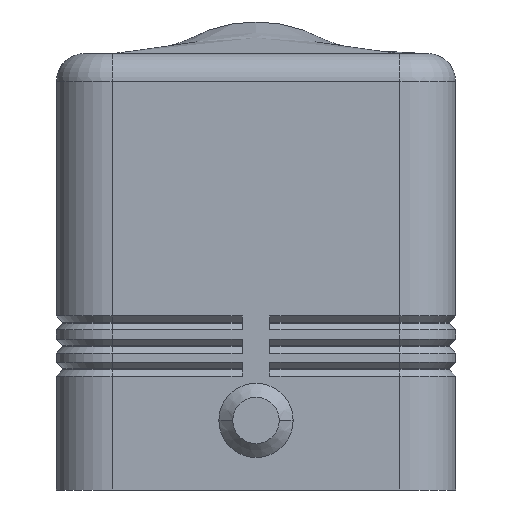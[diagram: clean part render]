
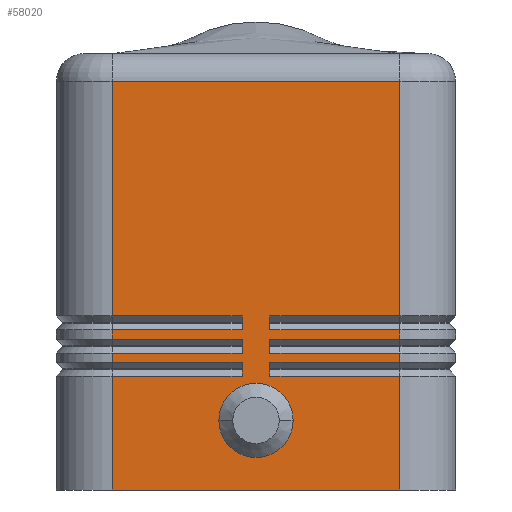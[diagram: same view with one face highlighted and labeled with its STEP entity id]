
A CAD part, left-side view. The second image highlights one B-rep face of the part: STEP entity #58020.
In plain terms, the highlighted planar face has unit normal (-1, 0, 0).
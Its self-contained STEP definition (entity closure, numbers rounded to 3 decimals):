
#1320=CARTESIAN_POINT('',(-30.,-15.5,13.75));
#1330=VERTEX_POINT('',#1320);
#1700=CARTESIAN_POINT('',(-30.,-15.5,12.25));
#1710=DIRECTION('',(0.,0.,-1.));
#1720=VECTOR('',#1710,12.25);
#1730=LINE('',#1700,#1720);
#1740=CARTESIAN_POINT('',(-30.,-15.5,12.25));
#1750=VERTEX_POINT('',#1740);
#1760=CARTESIAN_POINT('',(-30.,-15.5,0.));
#1770=VERTEX_POINT('',#1760);
#1780=EDGE_CURVE('',#1750,#1770,#1730,.T.);
#3970=CARTESIAN_POINT('',(-30.,-15.5,16.25));
#3980=VERTEX_POINT('',#3970);
#4350=CARTESIAN_POINT('',(-30.,-15.5,14.75));
#4360=DIRECTION('',(0.,0.,-1.));
#4370=VECTOR('',#4360,1.);
#4380=LINE('',#4350,#4370);
#4390=CARTESIAN_POINT('',(-30.,-15.5,14.75));
#4400=VERTEX_POINT('',#4390);
#4410=EDGE_CURVE('',#4400,#1330,#4380,.T.);
#5630=CARTESIAN_POINT('',(-30.,-15.5,44.));
#5640=DIRECTION('',(0.,0.,-1.));
#5650=VECTOR('',#5640,25.25);
#5660=LINE('',#5630,#5650);
#5670=CARTESIAN_POINT('',(-30.,-15.5,44.));
#5680=VERTEX_POINT('',#5670);
#5690=CARTESIAN_POINT('',(-30.,-15.5,18.75));
#5700=VERTEX_POINT('',#5690);
#5710=EDGE_CURVE('',#5680,#5700,#5660,.T.);
#6690=CARTESIAN_POINT('',(-30.,-15.5,17.25));
#6700=DIRECTION('',(0.,0.,-1.));
#6710=VECTOR('',#6700,1.);
#6720=LINE('',#6690,#6710);
#6730=CARTESIAN_POINT('',(-30.,-15.5,17.25));
#6740=VERTEX_POINT('',#6730);
#6750=EDGE_CURVE('',#6740,#3980,#6720,.T.);
#8120=CARTESIAN_POINT('',(-30.,15.5,13.75));
#8130=VERTEX_POINT('',#8120);
#9230=CARTESIAN_POINT('',(-30.,15.5,0.));
#9240=DIRECTION('',(0.,0.,1.));
#9250=VECTOR('',#9240,12.25);
#9260=LINE('',#9230,#9250);
#9270=CARTESIAN_POINT('',(-30.,15.5,0.));
#9280=VERTEX_POINT('',#9270);
#9290=CARTESIAN_POINT('',(-30.,15.5,12.25));
#9300=VERTEX_POINT('',#9290);
#9310=EDGE_CURVE('',#9280,#9300,#9260,.T.);
#11540=CARTESIAN_POINT('',(-30.,15.5,16.25));
#11550=DIRECTION('',(0.,0.,1.));
#11560=VECTOR('',#11550,1.);
#11570=LINE('',#11540,#11560);
#11580=CARTESIAN_POINT('',(-30.,15.5,16.25));
#11590=VERTEX_POINT('',#11580);
#11600=CARTESIAN_POINT('',(-30.,15.5,17.25));
#11610=VERTEX_POINT('',#11600);
#11620=EDGE_CURVE('',#11590,#11610,#11570,.T.);
#11960=CARTESIAN_POINT('',(-30.,15.5,18.75));
#11970=DIRECTION('',(0.,0.,1.));
#11980=VECTOR('',#11970,25.25);
#11990=LINE('',#11960,#11980);
#12000=CARTESIAN_POINT('',(-30.,15.5,18.75));
#12010=VERTEX_POINT('',#12000);
#12020=CARTESIAN_POINT('',(-30.,15.5,44.));
#12030=VERTEX_POINT('',#12020);
#12040=EDGE_CURVE('',#12010,#12030,#11990,.T.);
#13020=CARTESIAN_POINT('',(-30.,15.5,13.75));
#13030=DIRECTION('',(0.,0.,1.));
#13040=VECTOR('',#13030,1.);
#13050=LINE('',#13020,#13040);
#13060=CARTESIAN_POINT('',(-30.,15.5,14.75));
#13070=VERTEX_POINT('',#13060);
#13080=EDGE_CURVE('',#8130,#13070,#13050,.T.);
#21730=CARTESIAN_POINT('',(-30.,15.5,44.));
#21740=DIRECTION('',(0.,-1.,0.));
#21750=VECTOR('',#21740,31.);
#21760=LINE('',#21730,#21750);
#21770=EDGE_CURVE('',#12030,#5680,#21760,.T.);
#22510=CARTESIAN_POINT('',(-30.,-1.5,12.25));
#22520=DIRECTION('',(0.,-1.,0.));
#22530=VECTOR('',#22520,14.);
#22540=LINE('',#22510,#22530);
#22550=CARTESIAN_POINT('',(-30.,-1.5,12.25));
#22560=VERTEX_POINT('',#22550);
#22570=EDGE_CURVE('',#22560,#1750,#22540,.T.);
#24120=CARTESIAN_POINT('',(-30.,-4.,7.5));
#24130=VERTEX_POINT('',#24120);
#24160=CARTESIAN_POINT('',(-30.,0.,7.5));
#24170=DIRECTION('',(1.,0.,0.));
#24180=DIRECTION('',(0.,0.,1.));
#24190=AXIS2_PLACEMENT_3D('',#24160,#24170,#24180);
#24200=CIRCLE('',#24190,4.);
#24210=CARTESIAN_POINT('',(-30.,4.,7.5));
#24220=VERTEX_POINT('',#24210);
#24230=EDGE_CURVE('',#24130,#24220,#24200,.T.);
#46920=CARTESIAN_POINT('',(-30.,-15.5,0.));
#46930=DIRECTION('',(0.,1.,0.));
#46940=VECTOR('',#46930,31.);
#46950=LINE('',#46920,#46940);
#46960=EDGE_CURVE('',#1770,#9280,#46950,.T.);
#48660=CARTESIAN_POINT('',(-30.,-1.5,13.75));
#48670=VERTEX_POINT('',#48660);
#48700=CARTESIAN_POINT('',(-30.,-15.5,13.75));
#48710=DIRECTION('',(0.,1.,0.));
#48720=VECTOR('',#48710,14.);
#48730=LINE('',#48700,#48720);
#48740=EDGE_CURVE('',#1330,#48670,#48730,.T.);
#53320=CARTESIAN_POINT('',(-30.,1.5,17.25));
#53330=VERTEX_POINT('',#53320);
#53360=CARTESIAN_POINT('',(-30.,15.5,17.25));
#53370=DIRECTION('',(0.,-1.,0.));
#53380=VECTOR('',#53370,14.);
#53390=LINE('',#53360,#53380);
#53400=EDGE_CURVE('',#11610,#53330,#53390,.T.);
#55350=CARTESIAN_POINT('',(-30.,1.5,18.75));
#55360=DIRECTION('',(0.,1.,0.));
#55370=VECTOR('',#55360,14.);
#55380=LINE('',#55350,#55370);
#55390=CARTESIAN_POINT('',(-30.,1.5,18.75));
#55400=VERTEX_POINT('',#55390);
#55410=EDGE_CURVE('',#55400,#12010,#55380,.T.);
#55950=CARTESIAN_POINT('',(-30.,1.5,14.75));
#55960=VERTEX_POINT('',#55950);
#55990=CARTESIAN_POINT('',(-30.,15.5,14.75));
#56000=DIRECTION('',(0.,-1.,0.));
#56010=VECTOR('',#56000,14.);
#56020=LINE('',#55990,#56010);
#56030=EDGE_CURVE('',#13070,#55960,#56020,.T.);
#56790=CARTESIAN_POINT('',(-30.,0.,47.));
#56800=DIRECTION('',(-1.,0.,0.));
#56810=DIRECTION('',(0.,0.,1.));
#56820=AXIS2_PLACEMENT_3D('',#56790,#56800,#56810);
#56830=PLANE('',#56820);
#56840=ORIENTED_EDGE('',*,*,#5710,.F.);
#56850=CARTESIAN_POINT('',(-30.,-15.5,18.75));
#56860=DIRECTION('',(0.,1.,0.));
#56870=VECTOR('',#56860,14.);
#56880=LINE('',#56850,#56870);
#56890=CARTESIAN_POINT('',(-30.,-1.5,18.75));
#56900=VERTEX_POINT('',#56890);
#56910=EDGE_CURVE('',#5700,#56900,#56880,.T.);
#56920=ORIENTED_EDGE('',*,*,#56910,.F.);
#56930=CARTESIAN_POINT('',(-30.,-1.5,18.75));
#56940=DIRECTION('',(0.,0.,-1.));
#56950=VECTOR('',#56940,1.5);
#56960=LINE('',#56930,#56950);
#56970=CARTESIAN_POINT('',(-30.,-1.5,17.25));
#56980=VERTEX_POINT('',#56970);
#56990=EDGE_CURVE('',#56900,#56980,#56960,.T.);
#57000=ORIENTED_EDGE('',*,*,#56990,.F.);
#57010=CARTESIAN_POINT('',(-30.,-1.5,17.25));
#57020=DIRECTION('',(0.,-1.,0.));
#57030=VECTOR('',#57020,14.);
#57040=LINE('',#57010,#57030);
#57050=EDGE_CURVE('',#56980,#6740,#57040,.T.);
#57060=ORIENTED_EDGE('',*,*,#57050,.F.);
#57070=ORIENTED_EDGE('',*,*,#6750,.F.);
#57080=CARTESIAN_POINT('',(-30.,-15.5,16.25));
#57090=DIRECTION('',(0.,1.,0.));
#57100=VECTOR('',#57090,14.);
#57110=LINE('',#57080,#57100);
#57120=CARTESIAN_POINT('',(-30.,-1.5,16.25));
#57130=VERTEX_POINT('',#57120);
#57140=EDGE_CURVE('',#3980,#57130,#57110,.T.);
#57150=ORIENTED_EDGE('',*,*,#57140,.F.);
#57160=CARTESIAN_POINT('',(-30.,-1.5,16.25));
#57170=DIRECTION('',(0.,0.,-1.));
#57180=VECTOR('',#57170,1.5);
#57190=LINE('',#57160,#57180);
#57200=CARTESIAN_POINT('',(-30.,-1.5,14.75));
#57210=VERTEX_POINT('',#57200);
#57220=EDGE_CURVE('',#57130,#57210,#57190,.T.);
#57230=ORIENTED_EDGE('',*,*,#57220,.F.);
#57240=CARTESIAN_POINT('',(-30.,-1.5,14.75));
#57250=DIRECTION('',(0.,-1.,0.));
#57260=VECTOR('',#57250,14.);
#57270=LINE('',#57240,#57260);
#57280=EDGE_CURVE('',#57210,#4400,#57270,.T.);
#57290=ORIENTED_EDGE('',*,*,#57280,.F.);
#57300=ORIENTED_EDGE('',*,*,#4410,.F.);
#57310=ORIENTED_EDGE('',*,*,#48740,.F.);
#57320=CARTESIAN_POINT('',(-30.,-1.5,13.75));
#57330=DIRECTION('',(0.,0.,-1.));
#57340=VECTOR('',#57330,1.5);
#57350=LINE('',#57320,#57340);
#57360=EDGE_CURVE('',#48670,#22560,#57350,.T.);
#57370=ORIENTED_EDGE('',*,*,#57360,.F.);
#57380=ORIENTED_EDGE('',*,*,#22570,.F.);
#57390=ORIENTED_EDGE('',*,*,#1780,.F.);
#57400=ORIENTED_EDGE('',*,*,#46960,.F.);
#57410=ORIENTED_EDGE('',*,*,#9310,.F.);
#57420=CARTESIAN_POINT('',(-30.,15.5,12.25));
#57430=DIRECTION('',(0.,-1.,0.));
#57440=VECTOR('',#57430,14.);
#57450=LINE('',#57420,#57440);
#57460=CARTESIAN_POINT('',(-30.,1.5,12.25));
#57470=VERTEX_POINT('',#57460);
#57480=EDGE_CURVE('',#9300,#57470,#57450,.T.);
#57490=ORIENTED_EDGE('',*,*,#57480,.F.);
#57500=CARTESIAN_POINT('',(-30.,1.5,12.25));
#57510=DIRECTION('',(0.,0.,1.));
#57520=VECTOR('',#57510,1.5);
#57530=LINE('',#57500,#57520);
#57540=CARTESIAN_POINT('',(-30.,1.5,13.75));
#57550=VERTEX_POINT('',#57540);
#57560=EDGE_CURVE('',#57470,#57550,#57530,.T.);
#57570=ORIENTED_EDGE('',*,*,#57560,.F.);
#57580=CARTESIAN_POINT('',(-30.,1.5,13.75));
#57590=DIRECTION('',(0.,1.,0.));
#57600=VECTOR('',#57590,14.);
#57610=LINE('',#57580,#57600);
#57620=EDGE_CURVE('',#57550,#8130,#57610,.T.);
#57630=ORIENTED_EDGE('',*,*,#57620,.F.);
#57640=ORIENTED_EDGE('',*,*,#13080,.F.);
#57650=ORIENTED_EDGE('',*,*,#56030,.F.);
#57660=CARTESIAN_POINT('',(-30.,1.5,14.75));
#57670=DIRECTION('',(0.,0.,1.));
#57680=VECTOR('',#57670,1.5);
#57690=LINE('',#57660,#57680);
#57700=CARTESIAN_POINT('',(-30.,1.5,16.25));
#57710=VERTEX_POINT('',#57700);
#57720=EDGE_CURVE('',#55960,#57710,#57690,.T.);
#57730=ORIENTED_EDGE('',*,*,#57720,.F.);
#57740=CARTESIAN_POINT('',(-30.,1.5,16.25));
#57750=DIRECTION('',(0.,1.,0.));
#57760=VECTOR('',#57750,14.);
#57770=LINE('',#57740,#57760);
#57780=EDGE_CURVE('',#57710,#11590,#57770,.T.);
#57790=ORIENTED_EDGE('',*,*,#57780,.F.);
#57800=ORIENTED_EDGE('',*,*,#11620,.F.);
#57810=ORIENTED_EDGE('',*,*,#53400,.F.);
#57820=CARTESIAN_POINT('',(-30.,1.5,17.25));
#57830=DIRECTION('',(0.,0.,1.));
#57840=VECTOR('',#57830,1.5);
#57850=LINE('',#57820,#57840);
#57860=EDGE_CURVE('',#53330,#55400,#57850,.T.);
#57870=ORIENTED_EDGE('',*,*,#57860,.F.);
#57880=ORIENTED_EDGE('',*,*,#55410,.F.);
#57890=ORIENTED_EDGE('',*,*,#12040,.F.);
#57900=ORIENTED_EDGE('',*,*,#21770,.F.);
#57910=EDGE_LOOP('',(#57900,#57890,#57880,#57870,#57810,#57800,#57790,
#57730,#57650,#57640,#57630,#57570,#57490,#57410,#57400,#57390,#57380,
#57370,#57310,#57300,#57290,#57230,#57150,#57070,#57060,#57000,#56920,
#56840));
#57920=FACE_OUTER_BOUND('',#57910,.T.);
#57930=ORIENTED_EDGE('',*,*,#24230,.T.);
#57940=CARTESIAN_POINT('',(-30.,0.,11.5));
#57950=VERTEX_POINT('',#57940);
#57960=EDGE_CURVE('',#57950,#24130,#24200,.T.);
#57970=ORIENTED_EDGE('',*,*,#57960,.T.);
#57980=EDGE_CURVE('',#24220,#57950,#24200,.T.);
#57990=ORIENTED_EDGE('',*,*,#57980,.T.);
#58000=EDGE_LOOP('',(#57990,#57970,#57930));
#58010=FACE_BOUND('',#58000,.T.);
#58020=ADVANCED_FACE('',(#57920,#58010),#56830,.T.);
